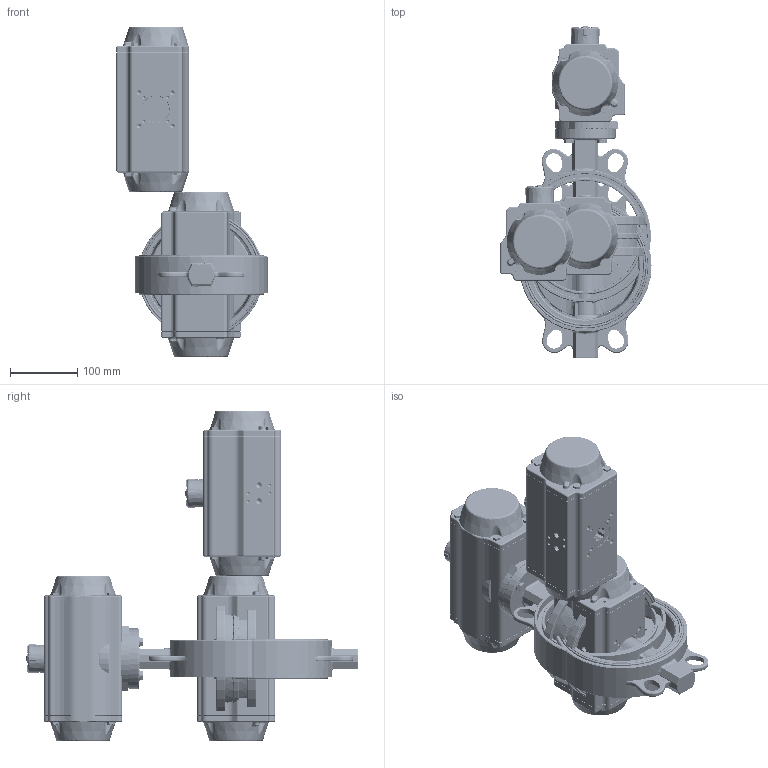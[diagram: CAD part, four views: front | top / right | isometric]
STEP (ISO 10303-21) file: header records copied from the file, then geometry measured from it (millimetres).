
FILE_DESCRIPTION( ( 'Unknown' ), '1' );
FILE_NAME( 'DW110-5.100.150.stp', 'Unknown', ( 'Unknown' ), ( 'Unknown' ), 'PSStep 13.0', 'Unknown', ' ' );
FILE_SCHEMA( ( 'AUTOMOTIVE_DESIGN { 1 0 10303 214 1 1 1 1 }' ) );
Length unit declared in the file: millimetre
Products named in the file (21): WAFER-DN150; ____; Assem1; DW110_FR81; ______; _____________; _____________-oa0; ________(___________; ________(___________-oa1; bushing1; shaft2; shaft1; disc; seat; DN150概极; KP-88; cup head nib bolts with large head gb_GB_FASTENER_BOLT_CHNBW M6X25-N; hexagon head bolts--product grade c gb_GB_FASTENER_BOLT_HHBC M6X30-N; Raster DN40- DN150; DIN126-M8; DIN933_M8x45
Bounding box: 224.7 x 493.81 x 492 mm (x, y, z)
Volume: 10944165 mm3; surface area: 1464555.8 mm2
Topology: 75 solids, 75 shells, 5440 faces, 13584 edges, 8413 vertices
Faces by surface type: plane 1922, cylinder 1575, bspline 605, torus 551, cone 404, extrusion 342, sphere 41
Full cylindrical faces by diameter (mm): 3 x64, 3.3 x38, 4.2 x12, 4.66 x3, 5 x54, 6 x20, 6.2 x4, 6.8 x28, 8 x5, 8.8 x6, 9 x5, 10 x12, 13.09 x3, 15 x3, 15.92 x6, 16 x5, 18.92 x9, 19.1 x6, 19.2 x5, 23.8 x6, 23.88 x5, 24.6 x3, 24.8 x3, 30 x6, 30.86 x2, 31.6 x3, 35.2 x3, 38.5 x4, 52.79 x4, 56 x3
Entity records: 75045 total; most frequent: CARTESIAN_POINT 25784, ORIENTED_EDGE 7542, DIRECTION 7147, EDGE_CURVE 3771, AXIS2_PLACEMENT_3D 2696, VERTEX_POINT 2477, EDGE_LOOP 1921, FACE_OUTER_BOUND 1756
